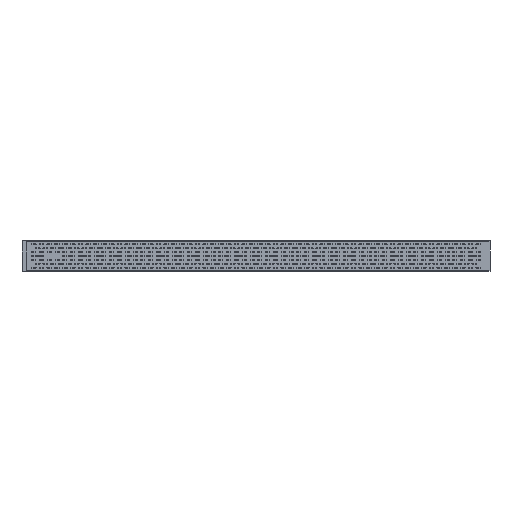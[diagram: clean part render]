
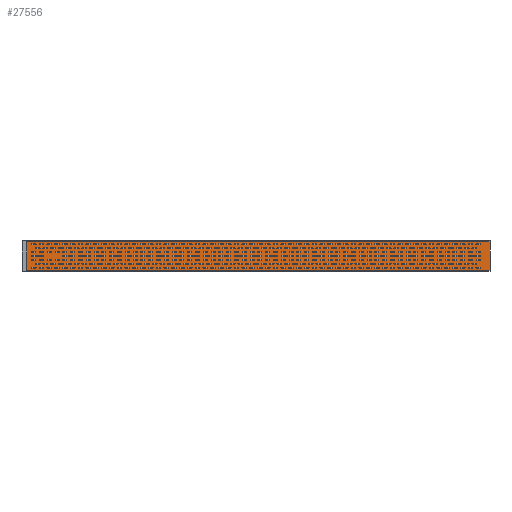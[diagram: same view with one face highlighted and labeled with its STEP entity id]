
A CAD part, top view. The second image highlights one B-rep face of the part: STEP entity #27556.
In plain terms, the highlighted planar face has unit normal (0, 0, 1).
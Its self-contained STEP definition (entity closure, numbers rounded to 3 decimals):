
#5626=FACE_OUTER_BOUND('',#6831,.T.);
#6831=EDGE_LOOP('',(#21590,#21591,#21592,#21593));
#8040=LINE('',#41419,#10328);
#8041=LINE('',#41421,#10329);
#8042=LINE('',#41423,#10330);
#8043=LINE('',#41424,#10331);
#10328=VECTOR('',#32221,1.);
#10329=VECTOR('',#32222,1.);
#10330=VECTOR('',#32223,1.);
#10331=VECTOR('',#32224,1.);
#12616=VERTEX_POINT('',#41417);
#12617=VERTEX_POINT('',#41418);
#12618=VERTEX_POINT('',#41420);
#12619=VERTEX_POINT('',#41422);
#17051=EDGE_CURVE('',#12616,#12617,#8040,.F.);
#17052=EDGE_CURVE('',#12616,#12618,#8041,.T.);
#17053=EDGE_CURVE('',#12618,#12619,#8042,.T.);
#17054=EDGE_CURVE('',#12617,#12619,#8043,.T.);
#21590=ORIENTED_EDGE('',*,*,#17051,.F.);
#21591=ORIENTED_EDGE('',*,*,#17052,.T.);
#21592=ORIENTED_EDGE('',*,*,#17053,.T.);
#21593=ORIENTED_EDGE('',*,*,#17054,.F.);
#26409=PLANE('',#28763);
#27556=ADVANCED_FACE('',(#5626),#26409,.T.);
#28763=AXIS2_PLACEMENT_3D('',#41416,#32219,#32220);
#32219=DIRECTION('center_axis',(0.,0.,1.));
#32220=DIRECTION('ref_axis',(1.,0.,0.));
#32221=DIRECTION('',(1.,0.,0.));
#32222=DIRECTION('',(0.,1.,0.));
#32223=DIRECTION('',(-1.,0.,0.));
#32224=DIRECTION('',(0.,1.,0.));
#41416=CARTESIAN_POINT('Origin',(1511.189,92.538,-0.3));
#41417=CARTESIAN_POINT('',(3026.189,-4.662,-0.3));
#41418=CARTESIAN_POINT('',(27.179,-4.662,-0.3));
#41419=CARTESIAN_POINT('',(27.184,-4.662,-0.3));
#41420=CARTESIAN_POINT('',(3026.189,189.738,-0.3));
#41421=CARTESIAN_POINT('',(3026.189,92.538,-0.3));
#41422=CARTESIAN_POINT('',(27.179,189.738,-0.3));
#41423=CARTESIAN_POINT('',(27.184,189.738,-0.3));
#41424=CARTESIAN_POINT('',(27.179,92.538,-0.3));
